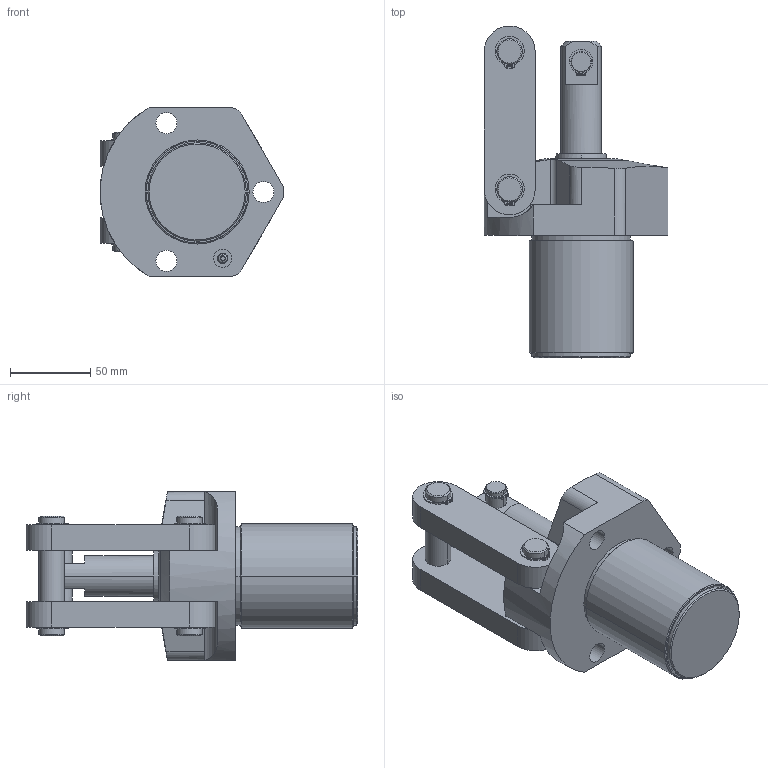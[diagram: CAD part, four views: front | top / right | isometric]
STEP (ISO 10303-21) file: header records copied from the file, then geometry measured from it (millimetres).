
FILE_DESCRIPTION((''),'2;1');
FILE_NAME('ILCM41661140','2006-09-18T',('KR'),(''),'PRO/ENGINEER BY PARAMETRIC TECHNOLOGY CORPORATION, 2004290','PRO/ENGINEER BY PARAMETRIC TECHNOLOGY CORPORATION, 2004290','');
FILE_SCHEMA(('AUTOMOTIVE_DESIGN_CC2 { 1 2 10303 214 -1 1 5 2 }'));
Length unit declared in the file: millimetre
Products named in the file (1): ILCM41661140
Bounding box: 114.3 x 206.38 x 104.78 mm (x, y, z)
Volume: 748074.1 mm3; surface area: 98163.8 mm2
Topology: 1 solids, 5 shells, 259 faces, 680 edges, 443 vertices
Faces by surface type: cylinder 121, plane 104, cone 30, sphere 2, torus 2
Entity records: 8427 total; most frequent: CARTESIAN_POINT 1631, DIRECTION 1469, ORIENTED_EDGE 1344, EDGE_CURVE 678, AXIS2_PLACEMENT_3D 564, VERTEX_POINT 443, VECTOR 341, LINE 341
